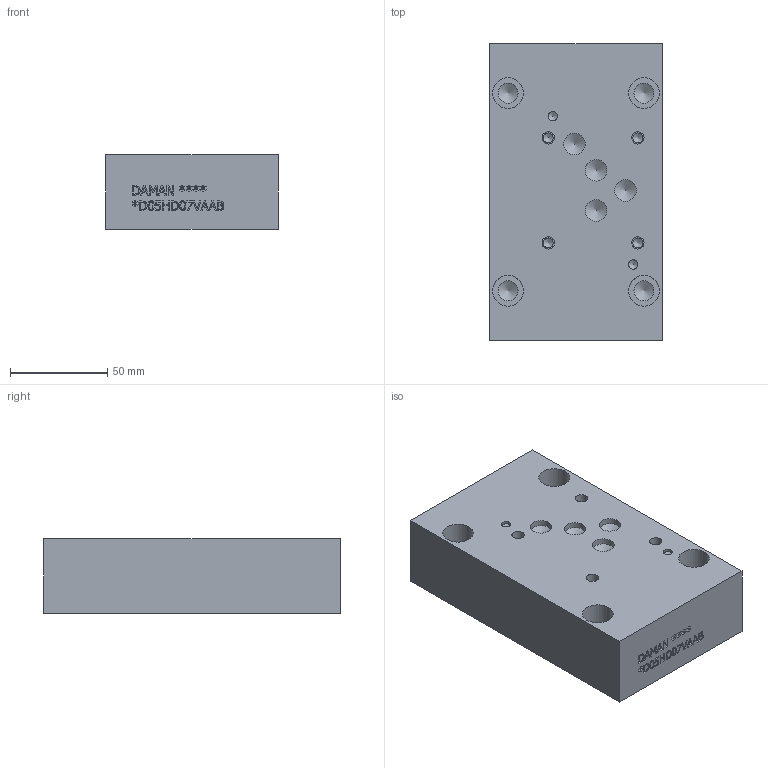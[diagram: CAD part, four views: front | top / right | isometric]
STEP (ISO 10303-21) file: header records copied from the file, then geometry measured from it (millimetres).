
FILE_DESCRIPTION(/* description */ (''),/* implementation_level */ '2;1');
FILE_NAME(/* name */ '_D05HD07VAAB.stp',/* time_stamp */ '2020-09-24T16:34:17-04:00',/* author */ ('DEVONN'),/* organization */ (''),/* preprocessor_version */ 'ST-DEVELOPER v17',/* originating_system */ 'Autodesk Inventor 2019',/* authorisation */ '');
FILE_SCHEMA (('AUTOMOTIVE_DESIGN { 1 0 10303 214 3 1 1 }'));
Length unit declared in the file: millimetre
Products named in the file (1): Part_DD05HD07VAAB.C05453R2_3D
Bounding box: 88.9 x 152.4 x 38.1 mm (x, y, z)
Volume: 489642.8 mm3; surface area: 53703.5 mm2
Topology: 1 solids, 1 shells, 409 faces, 1126 edges, 764 vertices
Faces by surface type: plane 268, bspline 75, cylinder 40, cone 26
Full cylindrical faces by diameter (mm): 3.175 x2, 4.775 x2, 5.105 x4, 6.35 x6, 10.312 x8, 11.113 x3, 11.125 x7, 15.875 x4, 25.4 x4
Entity records: 13598 total; most frequent: CARTESIAN_POINT 3249, ORIENTED_EDGE 2200, DIRECTION 1766, EDGE_CURVE 1100, LINE 804, VECTOR 804, VERTEX_POINT 764, AXIS2_PLACEMENT_3D 481
